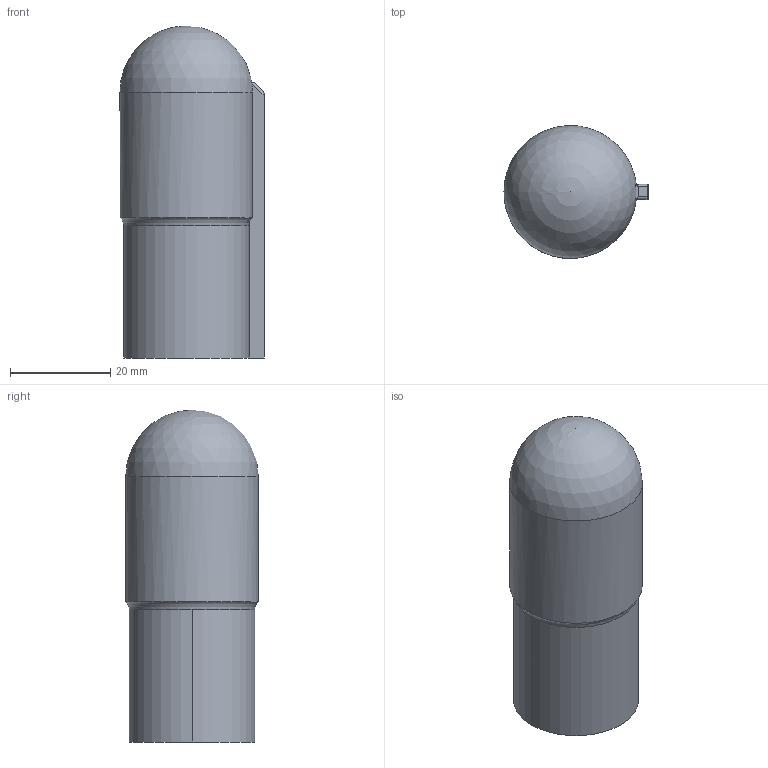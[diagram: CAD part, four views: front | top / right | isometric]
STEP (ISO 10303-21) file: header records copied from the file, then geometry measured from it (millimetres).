
FILE_DESCRIPTION(/* description */ (''),/* implementation_level */ '2;1');
FILE_NAME(/* name */ 'Dr.J Adapter v3.step',/* time_stamp */ '2024-01-12T11:01:39-05:00',/* author */ (''),/* organization */ (''),/* preprocessor_version */ 'ST-DEVELOPER v20',/* originating_system */ 'Autodesk Translation Framework v12.14.0.127',/* authorisation */ '');
FILE_SCHEMA (('AUTOMOTIVE_DESIGN { 1 0 10303 214 3 1 1 }'));
Length unit declared in the file: millimetre
Products named in the file (1): Dr.J Adapter
Bounding box: 28.75 x 26.46 x 66.25 mm (x, y, z)
Volume: 32126.6 mm3; surface area: 6891.6 mm2
Topology: 1 solids, 1 shells, 19 faces, 48 edges, 30 vertices
Faces by surface type: plane 10, cylinder 7, torus 1, sphere 1
Full cylindrical faces by diameter (mm): 5.5 x1
Entity records: 621 total; most frequent: CARTESIAN_POINT 127, DIRECTION 100, ORIENTED_EDGE 94, EDGE_CURVE 47, AXIS2_PLACEMENT_3D 39, VERTEX_POINT 30, LINE 22, VECTOR 22
